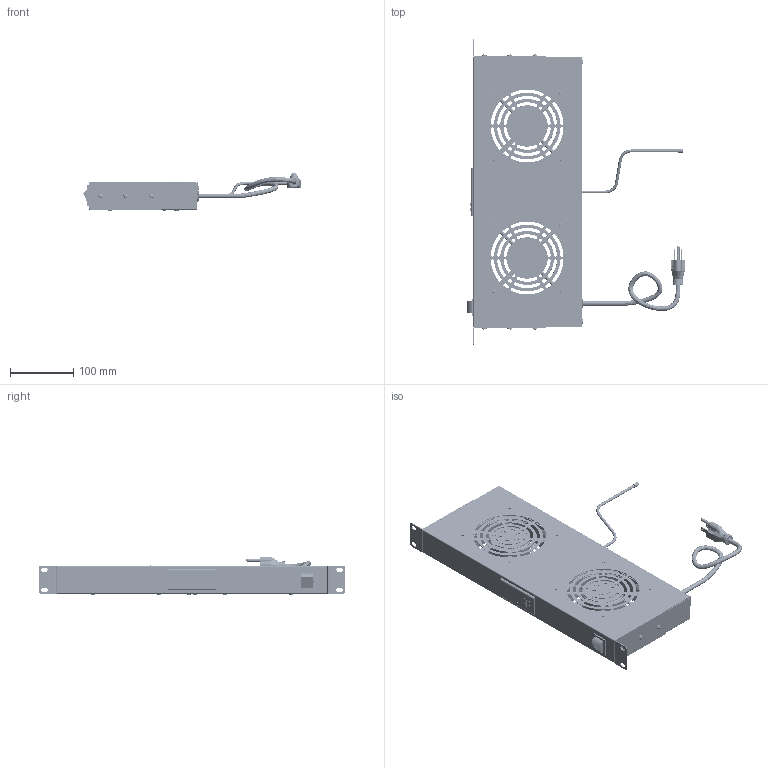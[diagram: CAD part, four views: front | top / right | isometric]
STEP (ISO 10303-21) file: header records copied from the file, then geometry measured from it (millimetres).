
FILE_DESCRIPTION (( 'STEP AP214' ), '1' );
FILE_NAME ('LC1UFNSH2ECUL110VTC_3D.step', '2025-02-26T20:02:17', ( '' ), ( '' ), 'SwSTEP 2.0', 'SolidWorks 2022', '' );
FILE_SCHEMA (( 'AUTOMOTIVE_DESIGN' ));
Length unit declared in the file: inch
Products named in the file (17): NEMA CABLE WIRE_1; XIAN_1_4; JXZ_4; NEMA_5-15P; DIWKQ_4; NEMA POWER CABLE_1; M6_16_14; FAN_120X120X25_4; M3_4; M4X8LS_14; MIQ_4; LC1UFNSH2ECUL110VTC_3D; FAN_RAIL_4; FAN_COVER_4; NEMA POWER PLUG CABLE_; FAN_BODY_4; KKKK_4
Assembly tree (35 placements, depth 3):
  LC1UFNSH2ECUL110VTC_3D
    FAN_BODY_4
    FAN_RAIL_4  x3
    FAN_COVER_4
    FAN_120X120X25_4  x2
    KKKK_4
    DIWKQ_4
    JXZ_4
    M4X8LS_14  x16
    M6_16_14
    MIQ_4
    M3_4  x2
    XIAN_1_4
    NEMA POWER PLUG CABLE_
      NEMA POWER CABLE_1
      NEMA_5-15P
    NEMA CABLE WIRE_1
Bounding box: 342.4 x 482.5 x 60.37 mm (x, y, z)
Volume: 637682.7 mm3; surface area: 605611 mm2
Topology: 32 solids, 35 shells, 2975 faces, 9330 edges, 6485 vertices
Faces by surface type: cylinder 1577, plane 1021, bspline 281, cone 76, torus 18, sphere 2
Entity records: 82473 total; most frequent: CARTESIAN_POINT 33575, ORIENTED_EDGE 10420, DIRECTION 9138, EDGE_CURVE 5219, VERTEX_POINT 3501, AXIS2_PLACEMENT_3D 3278, LINE 2582, VECTOR 2582
